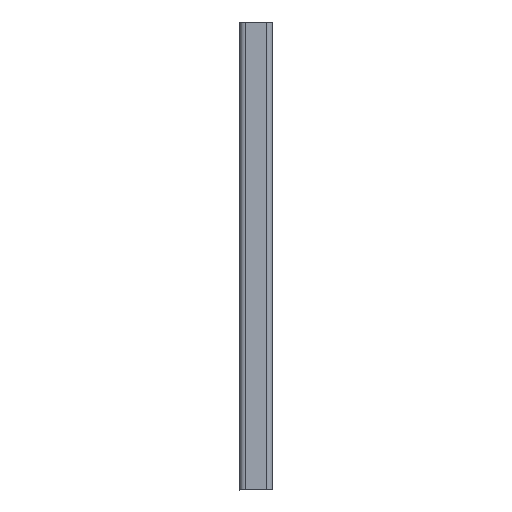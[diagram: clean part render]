
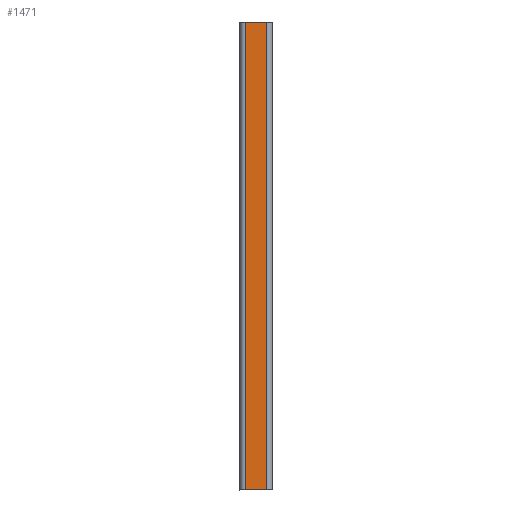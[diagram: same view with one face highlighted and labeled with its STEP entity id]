
A CAD part, left-side view. The second image highlights one B-rep face of the part: STEP entity #1471.
In plain terms, the highlighted planar face has unit normal (-1, 0, 0).
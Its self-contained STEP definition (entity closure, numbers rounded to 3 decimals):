
#74 = ORIENTED_EDGE ( 'NONE', *, *, #292, .F. ) ;
#76 = ORIENTED_EDGE ( 'NONE', *, *, #289, .T. ) ;
#77 = ORIENTED_EDGE ( 'NONE', *, *, #290, .T. ) ;
#81 = ORIENTED_EDGE ( 'NONE', *, *, #291, .T. ) ;
#213 = VERTEX_POINT ( 'NONE', #1838 ) ;
#241 = VERTEX_POINT ( 'NONE', #1810 ) ;
#244 = VERTEX_POINT ( 'NONE', #1807 ) ;
#253 = VERTEX_POINT ( 'NONE', #1798 ) ;
#289 = EDGE_CURVE ( 'NONE', #213, #244, #1596, .T. ) ;
#290 = EDGE_CURVE ( 'NONE', #241, #213, #1668, .T. ) ;
#291 = EDGE_CURVE ( 'NONE', #244, #253, #1737, .T. ) ;
#292 = EDGE_CURVE ( 'NONE', #241, #253, #1525, .T. ) ;
#345 = AXIS2_PLACEMENT_3D ( 'NONE', #1345, #1333, #1332 ) ;
#571 = FACE_OUTER_BOUND ( 'NONE', #1614, .T. ) ;
#861 = DIRECTION ( 'NONE',  ( 0., 0., -1. ) ) ;
#864 = CARTESIAN_POINT ( 'NONE',  ( -20.5, 3.5, 1500. ) ) ;
#865 = DIRECTION ( 'NONE',  ( 0., -1., 0. ) ) ;
#868 = CARTESIAN_POINT ( 'NONE',  ( -20.5, 21., -150. ) ) ;
#875 = DIRECTION ( 'NONE',  ( 0., 1., 0. ) ) ;
#882 = CARTESIAN_POINT ( 'NONE',  ( -20.5, 21., 150. ) ) ;
#888 = CARTESIAN_POINT ( 'NONE',  ( -20.5, 17.5, 1500. ) ) ;
#904 = DIRECTION ( 'NONE',  ( 0., 0., -1. ) ) ;
#1332 = DIRECTION ( 'NONE',  ( 0., 1., 0. ) ) ;
#1333 = DIRECTION ( 'NONE',  ( 1., 0., 0. ) ) ;
#1337 = PLANE ( 'NONE',  #345 ) ;
#1345 = CARTESIAN_POINT ( 'NONE',  ( -20.5, 17.5, 1500. ) ) ;
#1471 = ADVANCED_FACE ( 'NONE', ( #571 ), #1337, .F. ) ;
#1525 = LINE ( 'NONE', #864, #1594 ) ;
#1594 = VECTOR ( 'NONE', #861, 1000. ) ;
#1595 = VECTOR ( 'NONE', #875, 1000. ) ;
#1596 = LINE ( 'NONE', #888, #1667 ) ;
#1614 = EDGE_LOOP ( 'NONE', ( #77, #76, #81, #74 ) ) ;
#1666 = VECTOR ( 'NONE', #865, 1000. ) ;
#1667 = VECTOR ( 'NONE', #904, 1000. ) ;
#1668 = LINE ( 'NONE', #882, #1595 ) ;
#1737 = LINE ( 'NONE', #868, #1666 ) ;
#1798 = CARTESIAN_POINT ( 'NONE',  ( -20.5, 3.5, -150. ) ) ;
#1807 = CARTESIAN_POINT ( 'NONE',  ( -20.5, 17.5, -150. ) ) ;
#1810 = CARTESIAN_POINT ( 'NONE',  ( -20.5, 3.5, 150. ) ) ;
#1838 = CARTESIAN_POINT ( 'NONE',  ( -20.5, 17.5, 150. ) ) ;
